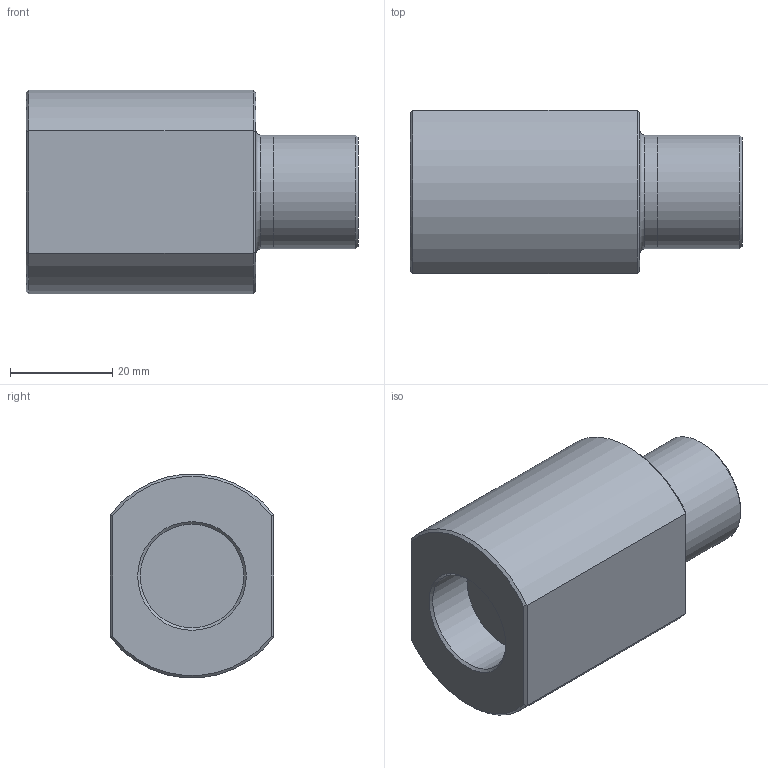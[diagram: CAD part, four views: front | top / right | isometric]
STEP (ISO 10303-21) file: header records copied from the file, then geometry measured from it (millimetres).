
FILE_DESCRIPTION(/* description */ ('Unknown'),/* implementation_level */ '2;1');
FILE_NAME(/* name */ 'HGV-Z-015 - KV',/* time_stamp */ '2020-05-15T10:18:43+02:00',/* author */ ('Unknown'),/* organization */ ('Unknown'),/* preprocessor_version */ 'ST-DEVELOPER v16.7',/* originating_system */ 'DEX',/* authorisation */ $);
FILE_SCHEMA (('AUTOMOTIVE_DESIGN {1 0 10303 214 3 1 1}'));
Length unit declared in the file: millimetre
Products named in the file (1): HGV-Z-015 - KV
Bounding box: 65 x 32 x 39.86 mm (x, y, z)
Volume: 51575.2 mm3; surface area: 10724.8 mm2
Topology: 1 solids, 1 shells, 29 faces, 55 edges, 33 vertices
Faces by surface type: plane 13, cylinder 8, cone 7, torus 1
Full cylindrical faces by diameter (mm): 8.376 x1, 11.445 x1, 20.262 x1, 22 x1, 22.225 x2
Entity records: 891 total; most frequent: CARTESIAN_POINT 128, DIRECTION 118, ORIENTED_EDGE 86, AXIS2_PLACEMENT_3D 53, EDGE_LOOP 44, FACE_BOUND 44, EDGE_CURVE 43, VERTEX_POINT 31
